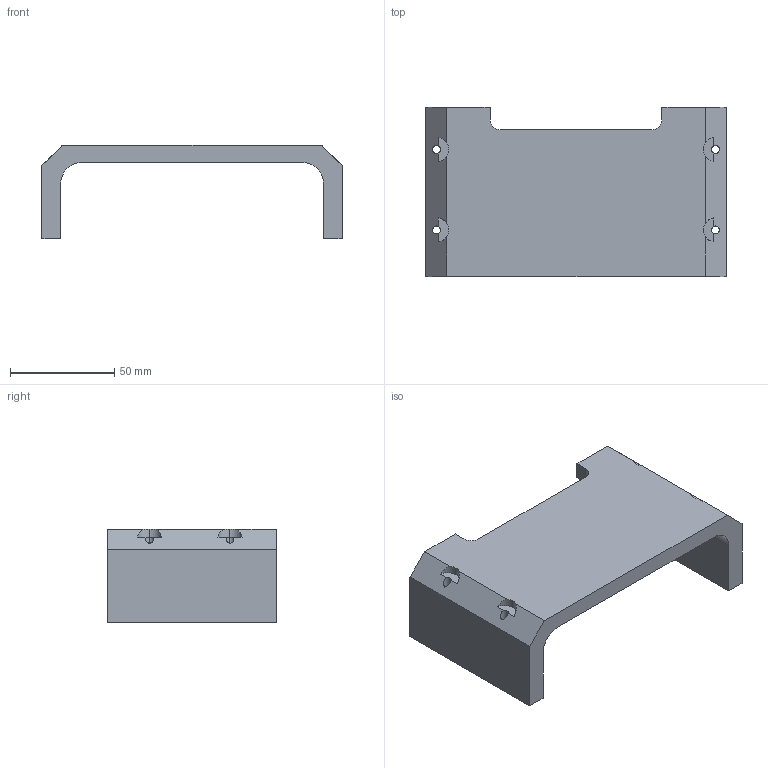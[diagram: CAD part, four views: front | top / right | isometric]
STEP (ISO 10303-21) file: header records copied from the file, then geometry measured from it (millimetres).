
FILE_DESCRIPTION (( 'STEP AP214' ), '1' );
FILE_NAME ('ÐØ²¿Íâ¿Æ.STEP', '2024-09-26T02:26:25', ( '' ), ( '' ), 'SwSTEP 2.0', 'SolidWorks 2020', '' );
FILE_SCHEMA (( 'AUTOMOTIVE_DESIGN' ));
Length unit declared in the file: millimetre
Products named in the file (1): 倠窒俋褪
Bounding box: 143.83 x 81.08 x 45 mm (x, y, z)
Volume: 136661.8 mm3; surface area: 38841.7 mm2
Topology: 1 solids, 1 shells, 38 faces, 120 edges, 80 vertices
Faces by surface type: plane 20, cylinder 18
Entity records: 1390 total; most frequent: CARTESIAN_POINT 287, ORIENTED_EDGE 240, DIRECTION 218, EDGE_CURVE 120, VERTEX_POINT 80, AXIS2_PLACEMENT_3D 75, LINE 68, VECTOR 68
